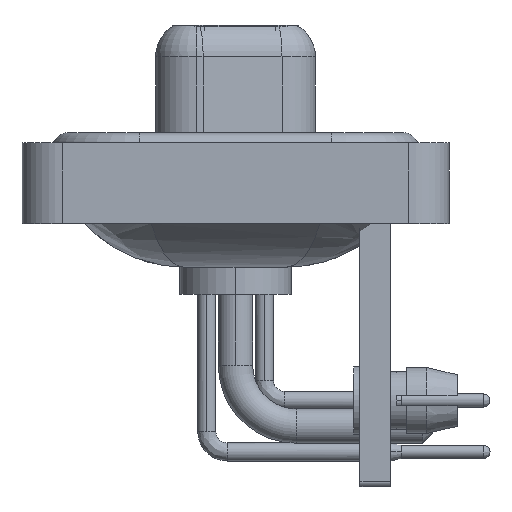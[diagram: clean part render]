
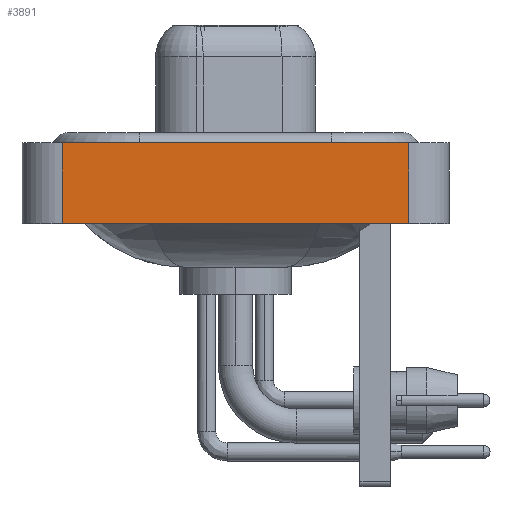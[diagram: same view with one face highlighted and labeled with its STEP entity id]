
A CAD part, left-side view. The second image highlights one B-rep face of the part: STEP entity #3891.
In plain terms, the highlighted planar face has unit normal (-1, 0, 0).
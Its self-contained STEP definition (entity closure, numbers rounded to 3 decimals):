
#847 = EDGE_CURVE ( 'NONE', #6683, #18096, #18445, .T. ) ;
#874 = EDGE_CURVE ( 'NONE', #6683, #13123, #8336, .T. ) ;
#1079 = LINE ( 'NONE', #10183, #20905 ) ;
#1108 = ORIENTED_EDGE ( 'NONE', *, *, #2858, .T. ) ;
#1654 = CARTESIAN_POINT ( 'NONE',  ( -7.35, 8.55, -3.6 ) ) ;
#2609 = VECTOR ( 'NONE', #12007, 1000. ) ;
#2858 = EDGE_CURVE ( 'NONE', #18096, #21000, #7821, .T. ) ;
#3211 = ORIENTED_EDGE ( 'NONE', *, *, #847, .T. ) ;
#3234 = DIRECTION ( 'NONE',  ( -1., 0., 0. ) ) ;
#3891 = ADVANCED_FACE ( 'NONE', ( #23391 ), #10805, .T. ) ;
#5861 = AXIS2_PLACEMENT_3D ( 'NONE', #7237, #3234, #10449 ) ;
#6683 = VERTEX_POINT ( 'NONE', #1654 ) ;
#7237 = CARTESIAN_POINT ( 'NONE',  ( -7.35, -8.55, -3.6 ) ) ;
#7821 = LINE ( 'NONE', #14683, #16044 ) ;
#8297 = DIRECTION ( 'NONE',  ( 0., -1., 0. ) ) ;
#8336 = LINE ( 'NONE', #15328, #2609 ) ;
#9510 = EDGE_CURVE ( 'NONE', #13123, #21000, #1079, .T. ) ;
#10183 = CARTESIAN_POINT ( 'NONE',  ( -7.35, -8.55, 0.4 ) ) ;
#10449 = DIRECTION ( 'NONE',  ( 0., 0., 1. ) ) ;
#10805 = PLANE ( 'NONE',  #5861 ) ;
#12007 = DIRECTION ( 'NONE',  ( 0., 0., 1. ) ) ;
#13090 = CARTESIAN_POINT ( 'NONE',  ( -7.35, -8.55, -3.6 ) ) ;
#13123 = VERTEX_POINT ( 'NONE', #20760 ) ;
#14683 = CARTESIAN_POINT ( 'NONE',  ( -7.35, -8.55, -3.6 ) ) ;
#15049 = EDGE_LOOP ( 'NONE', ( #1108, #17896, #16479, #3211 ) ) ;
#15328 = CARTESIAN_POINT ( 'NONE',  ( -7.35, 8.55, -3.6 ) ) ;
#16044 = VECTOR ( 'NONE', #21718, 1000. ) ;
#16479 = ORIENTED_EDGE ( 'NONE', *, *, #874, .F. ) ;
#17736 = VECTOR ( 'NONE', #18680, 1000. ) ;
#17896 = ORIENTED_EDGE ( 'NONE', *, *, #9510, .F. ) ;
#18096 = VERTEX_POINT ( 'NONE', #22033 ) ;
#18398 = CARTESIAN_POINT ( 'NONE',  ( -7.35, -8.55, 0.4 ) ) ;
#18445 = LINE ( 'NONE', #13090, #17736 ) ;
#18680 = DIRECTION ( 'NONE',  ( 0., -1., 0. ) ) ;
#20760 = CARTESIAN_POINT ( 'NONE',  ( -7.35, 8.55, 0.4 ) ) ;
#20905 = VECTOR ( 'NONE', #8297, 1000. ) ;
#21000 = VERTEX_POINT ( 'NONE', #18398 ) ;
#21718 = DIRECTION ( 'NONE',  ( 0., 0., 1. ) ) ;
#22033 = CARTESIAN_POINT ( 'NONE',  ( -7.35, -8.55, -3.6 ) ) ;
#23391 = FACE_OUTER_BOUND ( 'NONE', #15049, .T. ) ;
